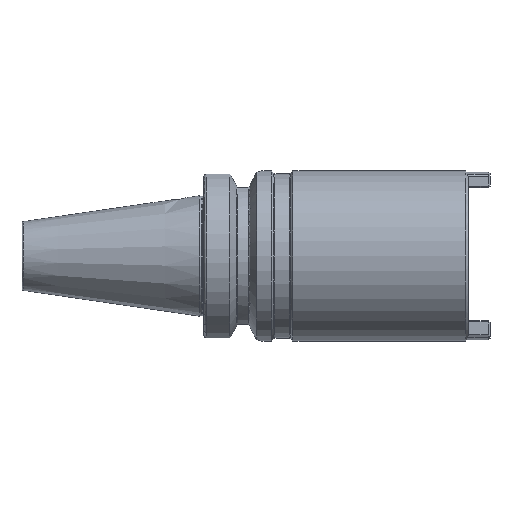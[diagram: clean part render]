
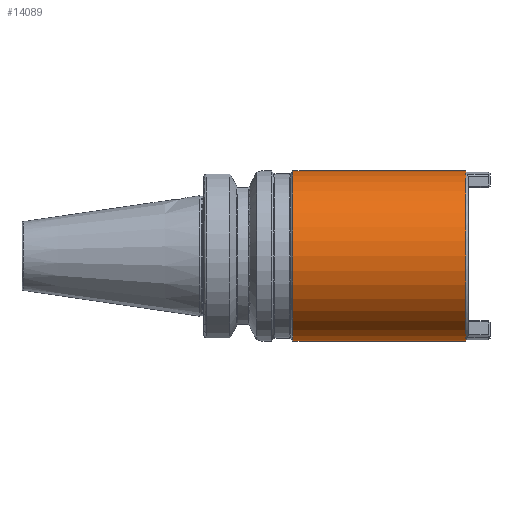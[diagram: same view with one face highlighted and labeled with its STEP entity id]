
A CAD part, front view. The second image highlights one B-rep face of the part: STEP entity #14089.
In plain terms, the highlighted cylindrical face has radius 31.5 mm (diameter 63 mm), a partial arc.
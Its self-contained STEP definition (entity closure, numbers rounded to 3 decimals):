
#690 = VECTOR ( 'NONE', #33701, 1000. ) ;
#693 = VECTOR ( 'NONE', #34411, 1000. ) ;
#699 = LINE ( 'NONE', #34450, #693 ) ;
#709 = LINE ( 'NONE', #33721, #690 ) ;
#6606 = DIRECTION ( 'NONE',  ( 0., 0., -1. ) ) ;
#9535 = CIRCLE ( 'NONE', #20425, 31.5 ) ;
#9542 = CIRCLE ( 'NONE', #20395, 31.5 ) ;
#10073 = CARTESIAN_POINT ( 'NONE',  ( 33., 0., 0. ) ) ;
#10079 = DIRECTION ( 'NONE',  ( 1., 0., 0. ) ) ;
#10122 = DIRECTION ( 'NONE',  ( 0., 0., -1. ) ) ;
#14089 = ADVANCED_FACE ( 'NONE', ( #24691 ), #24686, .T. ) ;
#14268 = DIRECTION ( 'NONE',  ( 1., 0., 0. ) ) ;
#14278 = DIRECTION ( 'NONE',  ( 0., 0., -1. ) ) ;
#14303 = CARTESIAN_POINT ( 'NONE',  ( 85.752, 0., 0. ) ) ;
#20395 = AXIS2_PLACEMENT_3D ( 'NONE', #10073, #10079, #10122 ) ;
#20425 = AXIS2_PLACEMENT_3D ( 'NONE', #24369, #22831, #6606 ) ;
#20881 = AXIS2_PLACEMENT_3D ( 'NONE', #14303, #14268, #14278 ) ;
#22831 = DIRECTION ( 'NONE',  ( -1., 0., 0. ) ) ;
#22937 = CARTESIAN_POINT ( 'NONE',  ( 97., 0., -31.5 ) ) ;
#22960 = CARTESIAN_POINT ( 'NONE',  ( 97., 0., 31.5 ) ) ;
#22997 = CARTESIAN_POINT ( 'NONE',  ( 33., 0., 31.5 ) ) ;
#23012 = CARTESIAN_POINT ( 'NONE',  ( 33., 0., -31.5 ) ) ;
#24369 = CARTESIAN_POINT ( 'NONE',  ( 97., 0., 0. ) ) ;
#24686 = CYLINDRICAL_SURFACE ( 'NONE', #20881, 31.5 ) ;
#24691 = FACE_OUTER_BOUND ( 'NONE', #39921, .T. ) ;
#25267 = VERTEX_POINT ( 'NONE', #22937 ) ;
#25329 = VERTEX_POINT ( 'NONE', #22960 ) ;
#25334 = VERTEX_POINT ( 'NONE', #23012 ) ;
#25378 = VERTEX_POINT ( 'NONE', #22997 ) ;
#28841 = ORIENTED_EDGE ( 'NONE', *, *, #38863, .T. ) ;
#28883 = ORIENTED_EDGE ( 'NONE', *, *, #37755, .T. ) ;
#28905 = ORIENTED_EDGE ( 'NONE', *, *, #37757, .T. ) ;
#28908 = ORIENTED_EDGE ( 'NONE', *, *, #38910, .F. ) ;
#33701 = DIRECTION ( 'NONE',  ( 1., 0., 0. ) ) ;
#33721 = CARTESIAN_POINT ( 'NONE',  ( 85.752, 0., 31.5 ) ) ;
#34411 = DIRECTION ( 'NONE',  ( 1., 0., 0. ) ) ;
#34450 = CARTESIAN_POINT ( 'NONE',  ( 85.752, 0., -31.5 ) ) ;
#37755 = EDGE_CURVE ( 'NONE', #25378, #25334, #9542, .T. ) ;
#37757 = EDGE_CURVE ( 'NONE', #25267, #25329, #9535, .T. ) ;
#38863 = EDGE_CURVE ( 'NONE', #25334, #25267, #699, .T. ) ;
#38910 = EDGE_CURVE ( 'NONE', #25378, #25329, #709, .T. ) ;
#39921 = EDGE_LOOP ( 'NONE', ( #28908, #28883, #28841, #28905 ) ) ;
